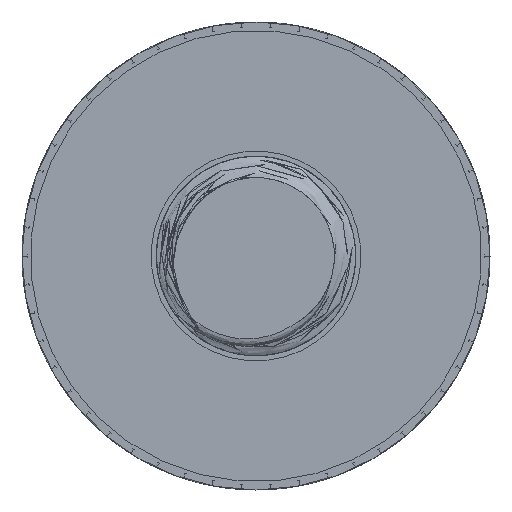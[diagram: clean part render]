
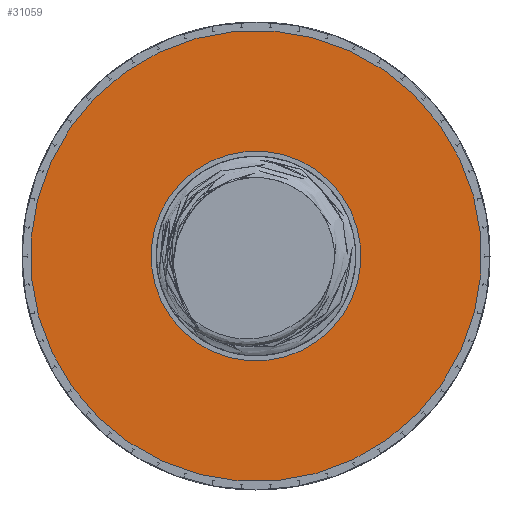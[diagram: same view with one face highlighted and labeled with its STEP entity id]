
A CAD part, front view. The second image highlights one B-rep face of the part: STEP entity #31059.
In plain terms, the highlighted planar face has unit normal (0, -1, 0).
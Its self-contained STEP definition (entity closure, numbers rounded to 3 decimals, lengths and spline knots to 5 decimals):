
#8848 = VERTEX_POINT ( 'NONE', #44171 ) ;
#12259 = DIRECTION ( 'NONE',  ( 0., 1., 0. ) ) ;
#18225 = CARTESIAN_POINT ( 'NONE',  ( 0., -0.035, 0. ) ) ;
#18754 = CIRCLE ( 'NONE', #68773, 0.215 ) ;
#19264 = CARTESIAN_POINT ( 'NONE',  ( 0.05411, -0.035, 0.20808 ) ) ;
#20980 = FACE_OUTER_BOUND ( 'NONE', #88852, .T. ) ;
#22629 = DIRECTION ( 'NONE',  ( 0.252, 0., 0.968 ) ) ;
#30730 = ORIENTED_EDGE ( 'NONE', *, *, #80540, .T. ) ;
#31059 = ADVANCED_FACE ( 'NONE', ( #73660, #20980 ), #56280, .F. ) ;
#35021 = DIRECTION ( 'NONE',  ( 0., 1., 0. ) ) ;
#44171 = CARTESIAN_POINT ( 'NONE',  ( 0.02517, -0.035, 0.09678 ) ) ;
#47571 = DIRECTION ( 'NONE',  ( 0.252, 0., 0.968 ) ) ;
#56280 = PLANE ( 'NONE',  #68462 ) ;
#66616 = DIRECTION ( 'NONE',  ( 0., 1., 0. ) ) ;
#68462 = AXIS2_PLACEMENT_3D ( 'NONE', #71930, #12259, #47571 ) ;
#68773 = AXIS2_PLACEMENT_3D ( 'NONE', #18225, #35021, #79632 ) ;
#71930 = CARTESIAN_POINT ( 'NONE',  ( 0., -0.035, 0. ) ) ;
#73660 = FACE_BOUND ( 'NONE', #93156, .T. ) ;
#79632 = DIRECTION ( 'NONE',  ( 0.252, 0., 0.968 ) ) ;
#80540 = EDGE_CURVE ( 'NONE', #8848, #8848, #88211, .T. ) ;
#80764 = ORIENTED_EDGE ( 'NONE', *, *, #113201, .F. ) ;
#86377 = AXIS2_PLACEMENT_3D ( 'NONE', #111284, #66616, #22629 ) ;
#88211 = CIRCLE ( 'NONE', #86377, 0.1 ) ;
#88852 = EDGE_LOOP ( 'NONE', ( #80764 ) ) ;
#89394 = VERTEX_POINT ( 'NONE', #19264 ) ;
#93156 = EDGE_LOOP ( 'NONE', ( #30730 ) ) ;
#111284 = CARTESIAN_POINT ( 'NONE',  ( 0., -0.035, 0. ) ) ;
#113201 = EDGE_CURVE ( 'NONE', #89394, #89394, #18754, .T. ) ;
